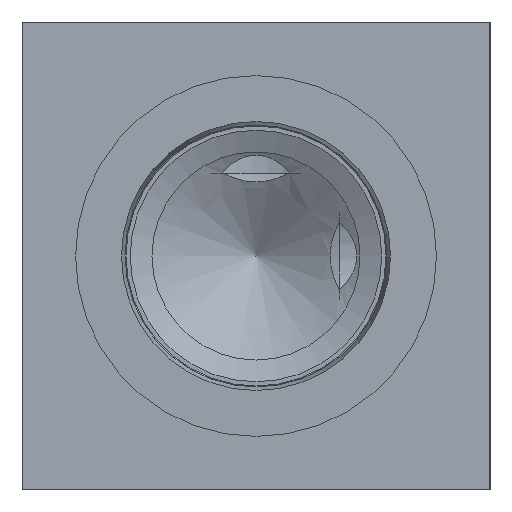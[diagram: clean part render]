
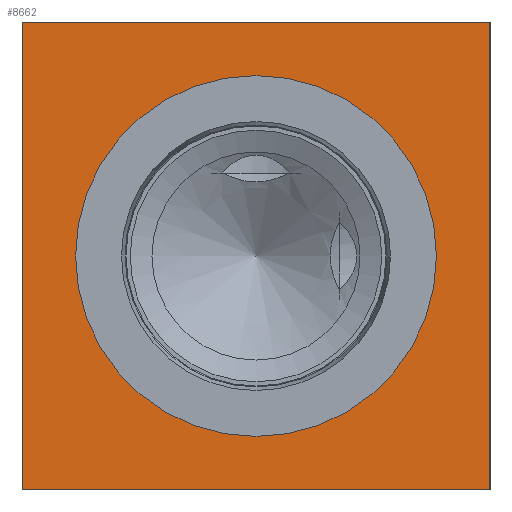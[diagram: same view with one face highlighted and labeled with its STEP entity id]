
A CAD part, left-side view. The second image highlights one B-rep face of the part: STEP entity #8662.
In plain terms, the highlighted planar face has unit normal (-1, 0, 0).
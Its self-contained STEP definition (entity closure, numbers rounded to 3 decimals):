
#334=CIRCLE('',#9239,44.069);
#335=CIRCLE('',#9240,44.069);
#401=FACE_BOUND('',#1636,.T.);
#1139=FACE_OUTER_BOUND('',#1635,.T.);
#1635=EDGE_LOOP('',(#7632,#7633,#7634,#7635));
#1636=EDGE_LOOP('',(#7636,#7637));
#1951=LINE('',#13197,#2736);
#2433=LINE('',#14990,#3218);
#2434=LINE('',#14991,#3219);
#2435=LINE('',#14992,#3220);
#2736=VECTOR('',#9718,10.);
#3218=VECTOR('',#11182,10.);
#3219=VECTOR('',#11183,10.);
#3220=VECTOR('',#11184,10.);
#3530=VERTEX_POINT('',#13190);
#3533=VERTEX_POINT('',#13195);
#4026=VERTEX_POINT('',#14959);
#4027=VERTEX_POINT('',#14960);
#4036=VERTEX_POINT('',#14988);
#4037=VERTEX_POINT('',#14989);
#4499=EDGE_CURVE('',#3533,#3530,#1951,.T.);
#5231=EDGE_CURVE('',#4026,#4027,#334,.T.);
#5232=EDGE_CURVE('',#4027,#4026,#335,.T.);
#5245=EDGE_CURVE('',#4036,#4037,#2433,.T.);
#5246=EDGE_CURVE('',#4037,#3530,#2434,.T.);
#5247=EDGE_CURVE('',#4036,#3533,#2435,.T.);
#7632=ORIENTED_EDGE('',*,*,#5245,.T.);
#7633=ORIENTED_EDGE('',*,*,#5246,.T.);
#7634=ORIENTED_EDGE('',*,*,#4499,.F.);
#7635=ORIENTED_EDGE('',*,*,#5247,.F.);
#7636=ORIENTED_EDGE('',*,*,#5231,.T.);
#7637=ORIENTED_EDGE('',*,*,#5232,.T.);
#7920=PLANE('',#9253);
#8662=ADVANCED_FACE('',(#1139,#401),#7920,.T.);
#9239=AXIS2_PLACEMENT_3D('',#14961,#11148,#11149);
#9240=AXIS2_PLACEMENT_3D('',#14962,#11150,#11151);
#9253=AXIS2_PLACEMENT_3D('',#14987,#11180,#11181);
#9718=DIRECTION('',(0.,-1.,0.));
#11148=DIRECTION('center_axis',(1.,0.,0.));
#11149=DIRECTION('ref_axis',(0.,0.,1.));
#11150=DIRECTION('center_axis',(1.,0.,0.));
#11151=DIRECTION('ref_axis',(0.,0.,1.));
#11180=DIRECTION('center_axis',(-1.,0.,0.));
#11181=DIRECTION('ref_axis',(0.,-1.,0.));
#11182=DIRECTION('',(0.,-1.,0.));
#11183=DIRECTION('',(0.,0.,1.));
#11184=DIRECTION('',(0.,0.,1.));
#13190=CARTESIAN_POINT('',(0.,0.,114.3));
#13195=CARTESIAN_POINT('',(0.,114.3,114.3));
#13197=CARTESIAN_POINT('',(0.,114.3,114.3));
#14959=CARTESIAN_POINT('',(0.,57.15,101.219));
#14960=CARTESIAN_POINT('',(0.,57.15,13.081));
#14961=CARTESIAN_POINT('Origin',(0.,57.15,57.15));
#14962=CARTESIAN_POINT('Origin',(0.,57.15,57.15));
#14987=CARTESIAN_POINT('Origin',(0.,114.3,0.));
#14988=CARTESIAN_POINT('',(0.,114.3,0.));
#14989=CARTESIAN_POINT('',(0.,0.,0.));
#14990=CARTESIAN_POINT('',(0.,114.3,0.));
#14991=CARTESIAN_POINT('',(0.,0.,0.));
#14992=CARTESIAN_POINT('',(0.,114.3,0.));
